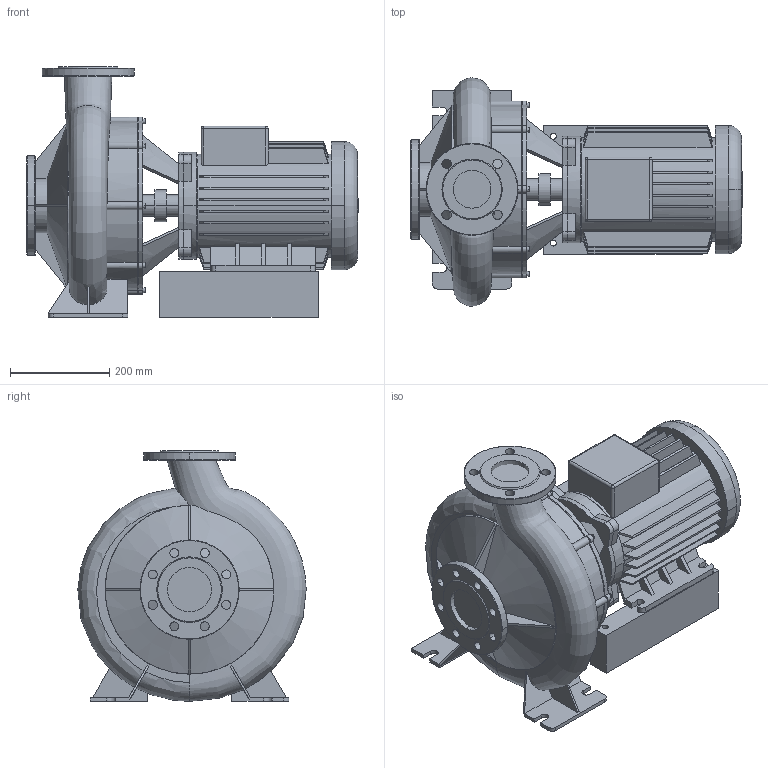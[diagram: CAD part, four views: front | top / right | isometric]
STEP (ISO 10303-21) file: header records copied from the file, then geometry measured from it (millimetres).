
FILE_DESCRIPTION((''),'2;1');
FILE_NAME('3d_BM65_290-9_4-2103472.stp','2011-01-26T14:45:49',(''),(''),'Mechanical Desktop 2008','Mechanical Desktop 2008',', , ');
FILE_SCHEMA(('CONFIG_CONTROL_DESIGN'));
Length unit declared in the file: millimetre
Products named in the file (1): Product
Bounding box: 668.5 x 459.92 x 505 mm (x, y, z)
Volume: 40232766.7 mm3; surface area: 2064598.4 mm2
Topology: 12 solids, 12 shells, 678 faces, 1765 edges, 1151 vertices
Faces by surface type: plane 319, bspline 170, cylinder 133, cone 46, torus 6, sphere 4
Entity records: 30274 total; most frequent: CARTESIAN_POINT 14224, ORIENTED_EDGE 3522, DIRECTION 3000, EDGE_CURVE 1761, VERTEX_POINT 1151, VECTOR 1040, LINE 1040, AXIS2_PLACEMENT_3D 980
